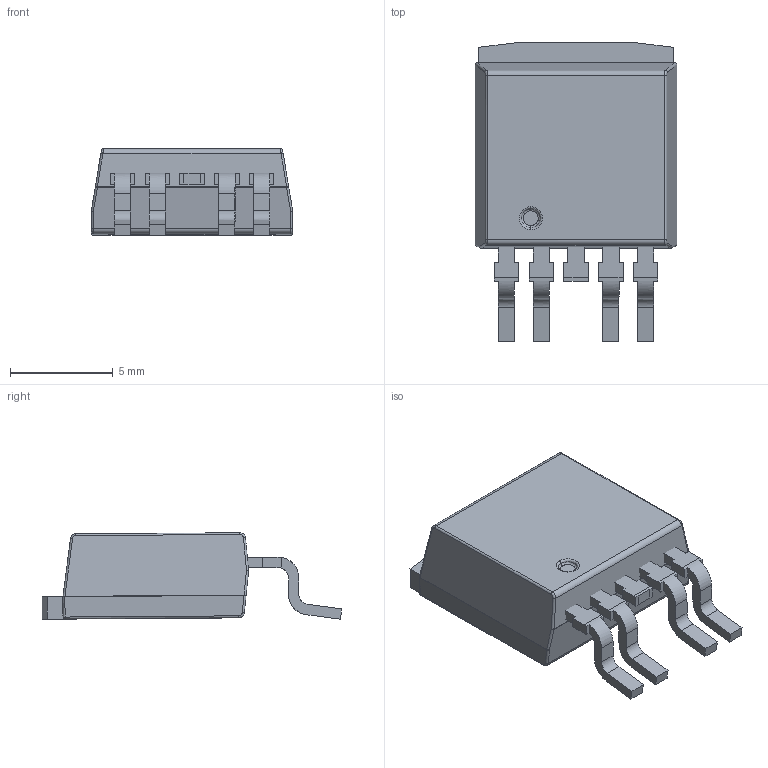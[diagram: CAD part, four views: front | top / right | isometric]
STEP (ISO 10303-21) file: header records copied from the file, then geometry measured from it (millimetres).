
FILE_DESCRIPTION(/* description */ (''),/* implementation_level */ '2;1');
FILE_NAME(/* name */ 'TO263-~4',/* time_stamp */ '2015-03-28T20:50:23+01:00',/* author */ (''),/* organization */ (''),/* preprocessor_version */ 'ST-DEVELOPER v14',/* originating_system */ '',/* authorisation */ '');
FILE_SCHEMA (('AUTOMOTIVE_DESIGN'));
Length unit declared in the file: millimetre
Products named in the file (1): Document
Bounding box: 9.82 x 14.6 x 4.22 mm (x, y, z)
Volume: 367.2 mm3; surface area: 582.4 mm2
Topology: 6 solids, 8 shells, 245 faces, 633 edges, 406 vertices
Faces by surface type: bspline 223, plane 22
Entity records: 8876 total; most frequent: CARTESIAN_POINT 4923, ORIENTED_EDGE 1250, EDGE_CURVE 633, B_SPLINE_CURVE_WITH_KNOTS 550, VERTEX_POINT 406, EDGE_LOOP 253, ADVANCED_FACE 245, FACE_OUTER_BOUND 245
